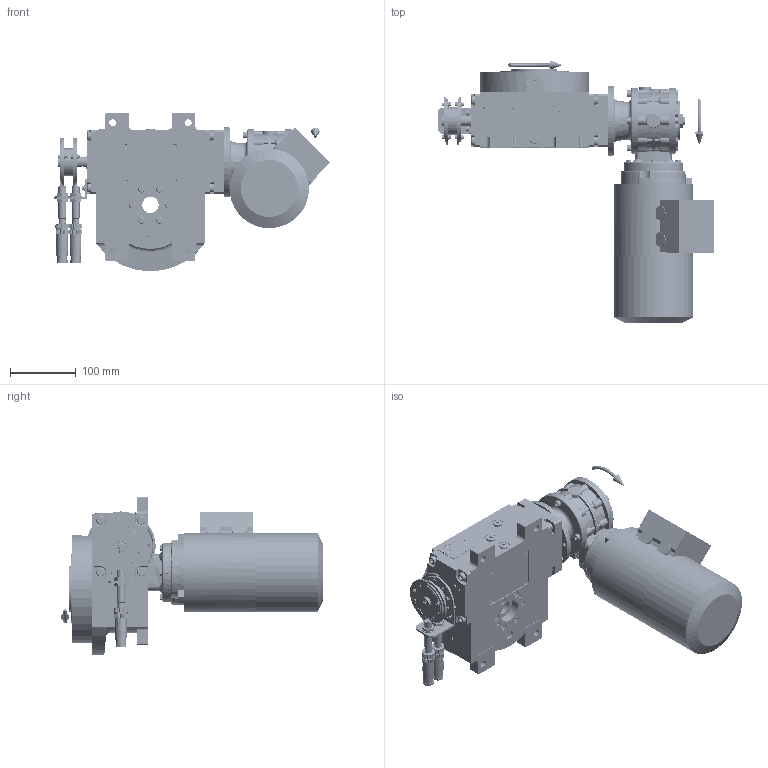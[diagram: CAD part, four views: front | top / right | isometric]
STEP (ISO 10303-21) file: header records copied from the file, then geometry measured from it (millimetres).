
FILE_DESCRIPTION (( 'STEP AP203' ), '1' );
FILE_NAME ('PC5201779.step', '2026-01-16T10:32:32', ( '' ), ( '' ), 'SwSTEP 2.0', 'SolidWorks 2020', '' );
FILE_SCHEMA (( 'CONFIG_CONTROL_DESIGN' ));
Length unit declared in the file: millimetre
Products named in the file (95): cfn2107_01_001; cfn2000_01_129; CFN2010_02_002.stp; CFN2155_01_007.stp; RMI40_F1_LCB_DX_63B14; AS_900_38_30_003; cfn2000_01_151; AS_rig04_002_bl_004; AS_rig04_071_8_m; cfn2128_05_006; cfn2000_01_147; cfn2155_01_055; AS_rig04_015; CFN2223_01-390X6-B.stp; CFN2000_01_185.stp; CFN2104_02_017.stp; cfn2205_01_012; cfn2003_01_063; cfn2000_01_161; cfn2000_01_184; cfn2115_02_182; rig04_004; cfn2128_04_011; freccia_angolare_albero; AS_rig04_004_s_001; AS_rig04_014_s_001; cfn2077_01_018; cfn2151_01_162; cfn2276_01_065; cfn2104_01_016; RIG04_005_AF0.stp; cfn2070_05_001; rig04_007_master; AS_rig04_004_s_002; 900_38_30_003; cfn2151_01_087; PC5201779; olio_agip_blasia_150; AS_900_00_00_005; rig04_015 ...
Assembly tree (91 placements, depth 5):
  CFN2223_01-390X6-B.stp
  cfn2205_01_012
  cfn2077_01_018
  cfn2151_01_162
  cfn2276_01_065
Bounding box: 420.63 x 399.49 x 240.73 mm (x, y, z)
Volume: 4849618.9 mm3; surface area: 776295.2 mm2
Topology: 91 solids, 91 shells, 6100 faces, 15443 edges, 9823 vertices
Faces by surface type: plane 2821, cylinder 2083, cone 1009, torus 163, bspline 18, sphere 6
Entity records: 169459 total; most frequent: CARTESIAN_POINT 40475, DIRECTION 25164, ORIENTED_EDGE 24636, EDGE_CURVE 12318, AXIS2_PLACEMENT_3D 9262, VERTEX_POINT 7913, LINE 6640, VECTOR 6640
